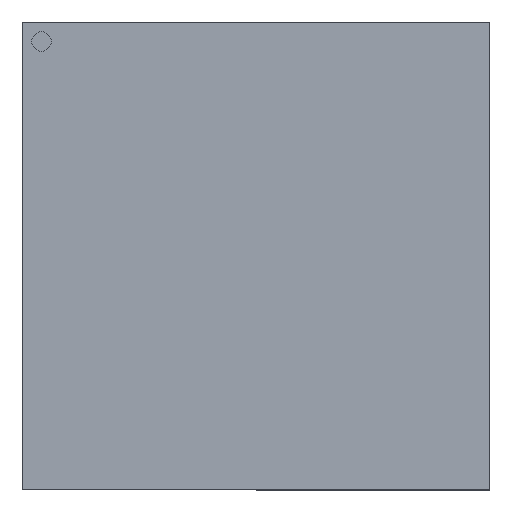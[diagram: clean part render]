
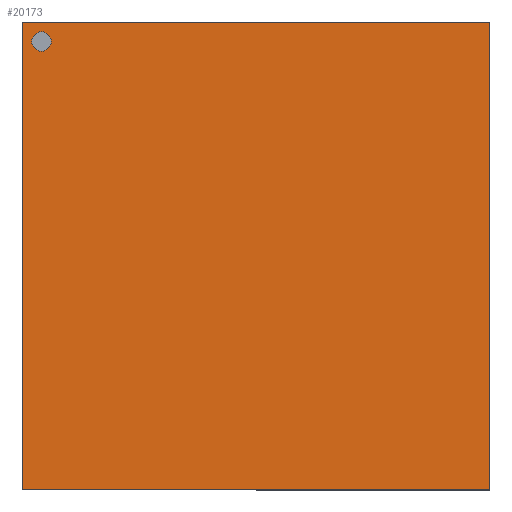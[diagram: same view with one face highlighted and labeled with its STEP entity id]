
A CAD part, top view. The second image highlights one B-rep face of the part: STEP entity #20173.
In plain terms, the highlighted planar face has unit normal (0, 0, 1).
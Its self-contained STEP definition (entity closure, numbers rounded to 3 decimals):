
#20061=CARTESIAN_POINT('',(-5.25,5.5,1.2));
#20062=VERTEX_POINT('',#20061);
#20078=CARTESIAN_POINT('',(-5.75,5.5,1.2));
#20079=VERTEX_POINT('',#20078);
#20086=CARTESIAN_POINT('',(-5.5,5.5,1.2));
#20087=DIRECTION('',(0.0,0.0,-1.0));
#20088=DIRECTION('',(1.0,0.0,0.0));
#20089=AXIS2_PLACEMENT_3D('',#20086,#20087,#20088);
#20090=CIRCLE('',#20089,0.25);
#20091=EDGE_CURVE('',#20062,#20079,#20090,.T.);
#20102=CARTESIAN_POINT('',(-5.5,5.5,1.2));
#20103=DIRECTION('',(0.0,0.0,-1.0));
#20104=DIRECTION('',(1.0,0.0,0.0));
#20105=AXIS2_PLACEMENT_3D('',#20102,#20103,#20104);
#20106=CIRCLE('',#20105,0.25);
#20107=EDGE_CURVE('',#20079,#20062,#20106,.T.);
#20130=CARTESIAN_POINT('',(-4.4,4.4,1.2));
#20131=DIRECTION('',(0.0,0.0,1.0));
#20132=DIRECTION('',(1.0,0.0,0.0));
#20133=AXIS2_PLACEMENT_3D('',#20130,#20131,#20132);
#20134=PLANE('',#20133);
#20135=CARTESIAN_POINT('',(-6.,-6.,1.2));
#20136=VERTEX_POINT('',#20135);
#20137=CARTESIAN_POINT('',(6.,-6.0,1.2));
#20138=VERTEX_POINT('',#20137);
#20139=CARTESIAN_POINT('',(-6.,-6.,1.2));
#20140=DIRECTION('',(1.0,0.0,0.0));
#20141=VECTOR('',#20140,12.0);
#20142=LINE('',#20139,#20141);
#20143=EDGE_CURVE('',#20136,#20138,#20142,.T.);
#20144=ORIENTED_EDGE('',*,*,#20143,.T.);
#20145=CARTESIAN_POINT('',(6.,6.,1.2));
#20146=VERTEX_POINT('',#20145);
#20147=CARTESIAN_POINT('',(6.,-6.0,1.2));
#20148=DIRECTION('',(0.0,1.0,0.0));
#20149=VECTOR('',#20148,12.);
#20150=LINE('',#20147,#20149);
#20151=EDGE_CURVE('',#20138,#20146,#20150,.T.);
#20152=ORIENTED_EDGE('',*,*,#20151,.T.);
#20153=CARTESIAN_POINT('',(-6.,6.0,1.2));
#20154=VERTEX_POINT('',#20153);
#20155=CARTESIAN_POINT('',(6.,6.,1.2));
#20156=DIRECTION('',(-1.0,0.0,0.0));
#20157=VECTOR('',#20156,12.0);
#20158=LINE('',#20155,#20157);
#20159=EDGE_CURVE('',#20146,#20154,#20158,.T.);
#20160=ORIENTED_EDGE('',*,*,#20159,.T.);
#20161=CARTESIAN_POINT('',(-6.,6.0,1.2));
#20162=DIRECTION('',(0.0,-1.0,0.0));
#20163=VECTOR('',#20162,12.);
#20164=LINE('',#20161,#20163);
#20165=EDGE_CURVE('',#20154,#20136,#20164,.T.);
#20166=ORIENTED_EDGE('',*,*,#20165,.T.);
#20167=EDGE_LOOP('',(#20144,#20152,#20160,#20166));
#20168=FACE_OUTER_BOUND('',#20167,.T.);
#20169=ORIENTED_EDGE('',*,*,#20107,.T.);
#20170=ORIENTED_EDGE('',*,*,#20091,.T.);
#20171=EDGE_LOOP('',(#20169,#20170));
#20172=FACE_BOUND('',#20171,.T.);
#20173=ADVANCED_FACE('',(#20168,#20172),#20134,.T.);
